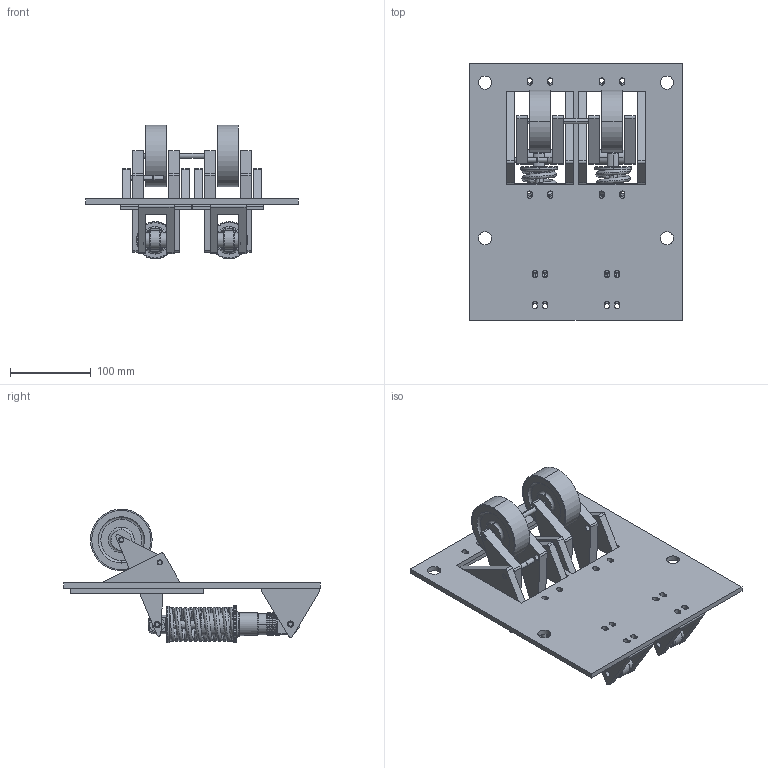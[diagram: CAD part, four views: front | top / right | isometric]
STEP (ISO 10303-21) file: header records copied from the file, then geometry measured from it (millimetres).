
FILE_DESCRIPTION (( 'STEP AP214' ), '1' );
FILE_NAME ('pivotStaticSide.STEP', '2022-03-04T16:43:14', ( '' ), ( '' ), 'SwSTEP 2.0', 'SolidWorks 2021', '' );
FILE_SCHEMA (( 'AUTOMOTIVE_DESIGN' ));
Length unit declared in the file: inch
Products named in the file (18): DNM spring ring.STEP; DNM piston.STEP; DNM pin 12x6x40.STEP; DNM DV22 165x35; RightBracket; SingleWheelLateralBracketWheel_v1; 1327K113_MINIATURE 12L14 DRIVE STEEL SHAFT_1327K113; Aluminum Wheel_v1; Vert_Susp_B2 Updated; DNM pin 12x6x28.STEP; 450lbs helix spring.STEP; DNM pin 12x6x40 spacer.STEP; Vertical_Suspension_Bracket1; Vertical Suspension Plate; pivotStaticSide; DNM DV22 165x35.STEP; DNM pin 12x6x28 spacer.STEP; DNM 165x38 body.STEP
Assembly tree (34 placements, depth 4):
  pivotStaticSide
    DNM DV22 165x35  x2
      DNM DV22 165x35.STEP
        DNM pin 12x6x40 spacer.STEP  x2
        DNM pin 12x6x28 spacer.STEP  x2
        DNM 165x38 body.STEP
        DNM piston.STEP
        450lbs helix spring.STEP
        DNM spring ring.STEP
        DNM pin 12x6x28.STEP
        DNM pin 12x6x40.STEP
    SingleWheelLateralBracketWheel_v1  x2
    Vertical Suspension Plate
    RightBracket  x4
    Vert_Susp_B2 Updated  x2
    Vertical_Suspension_Bracket1  x2
    1327K113_MINIATURE 12L14 DRIVE STEEL SHAFT_1327K113  x8
    Aluminum Wheel_v1  x2
Bounding box: 262.89 x 317.5 x 165.39 mm (x, y, z)
Volume: 1460458 mm3; surface area: 460589.2 mm2
Topology: 41 solids, 41 shells, 916 faces, 2284 edges, 1476 vertices
Faces by surface type: cylinder 514, plane 222, torus 120, cone 32, bspline 24, sphere 4
Entity records: 26268 total; most frequent: CARTESIAN_POINT 13648, DIRECTION 2697, ORIENTED_EDGE 2326, EDGE_CURVE 1163, AXIS2_PLACEMENT_3D 1110, VERTEX_POINT 756, CIRCLE 633, EDGE_LOOP 557
